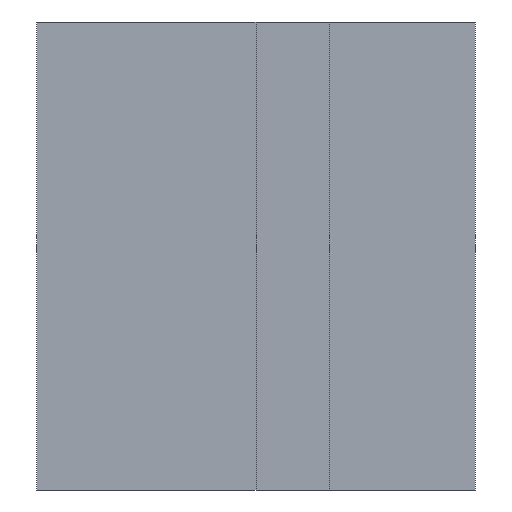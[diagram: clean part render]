
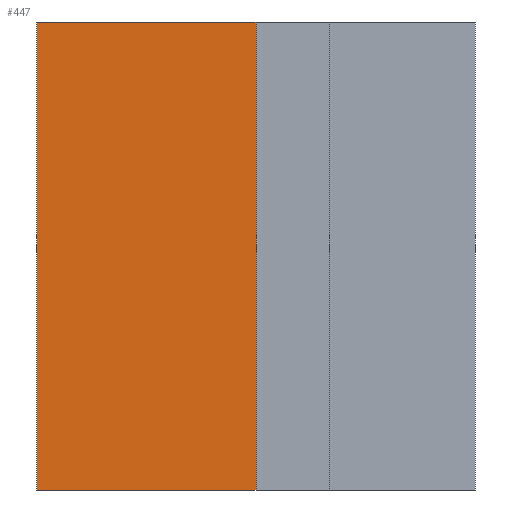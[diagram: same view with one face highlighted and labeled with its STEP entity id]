
A CAD part, front view. The second image highlights one B-rep face of the part: STEP entity #447.
In plain terms, the highlighted planar face has unit normal (0, -1, 0).
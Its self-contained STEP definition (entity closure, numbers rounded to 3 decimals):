
#63 = VERTEX_POINT('',#64);
#64 = CARTESIAN_POINT('',(-9.466,-2.35,0.));
#173 = VERTEX_POINT('',#174);
#174 = CARTESIAN_POINT('',(-9.466,-2.35,32.));
#269 = EDGE_CURVE('',#63,#270,#272,.T.);
#270 = VERTEX_POINT('',#271);
#271 = CARTESIAN_POINT('',(-24.466,-2.35,0.));
#272 = LINE('',#273,#274);
#273 = CARTESIAN_POINT('',(-9.466,-2.35,0.));
#274 = VECTOR('',#275,1.);
#275 = DIRECTION('',(-1.,0.,0.));
#292 = EDGE_CURVE('',#63,#173,#293,.T.);
#293 = LINE('',#294,#295);
#294 = CARTESIAN_POINT('',(-9.466,-2.35,0.));
#295 = VECTOR('',#296,1.);
#296 = DIRECTION('',(0.,0.,1.));
#410 = EDGE_CURVE('',#270,#411,#413,.T.);
#411 = VERTEX_POINT('',#412);
#412 = CARTESIAN_POINT('',(-24.466,-2.35,32.));
#413 = LINE('',#414,#415);
#414 = CARTESIAN_POINT('',(-24.466,-2.35,0.));
#415 = VECTOR('',#416,1.);
#416 = DIRECTION('',(0.,0.,1.));
#436 = EDGE_CURVE('',#173,#411,#437,.T.);
#437 = LINE('',#438,#439);
#438 = CARTESIAN_POINT('',(-9.466,-2.35,32.));
#439 = VECTOR('',#440,1.);
#440 = DIRECTION('',(-1.,0.,0.));
#447 = ADVANCED_FACE('',(#448),#454,.T.);
#448 = FACE_BOUND('',#449,.T.);
#449 = EDGE_LOOP('',(#450,#451,#452,#453));
#450 = ORIENTED_EDGE('',*,*,#292,.T.);
#451 = ORIENTED_EDGE('',*,*,#436,.T.);
#452 = ORIENTED_EDGE('',*,*,#410,.F.);
#453 = ORIENTED_EDGE('',*,*,#269,.F.);
#454 = PLANE('',#455);
#455 = AXIS2_PLACEMENT_3D('',#456,#457,#458);
#456 = CARTESIAN_POINT('',(-9.466,-2.35,0.));
#457 = DIRECTION('',(0.,-1.,0.));
#458 = DIRECTION('',(-1.,0.,0.));
